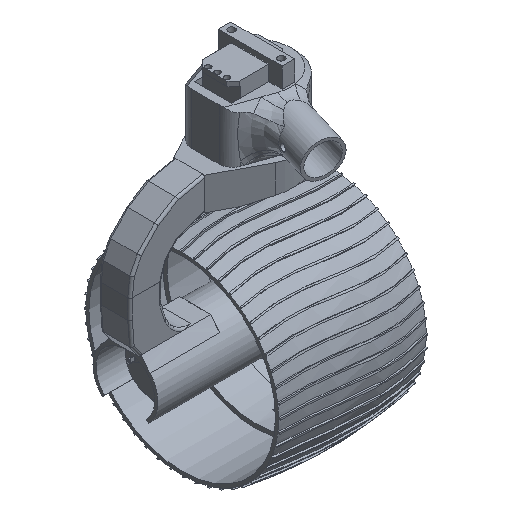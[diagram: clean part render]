
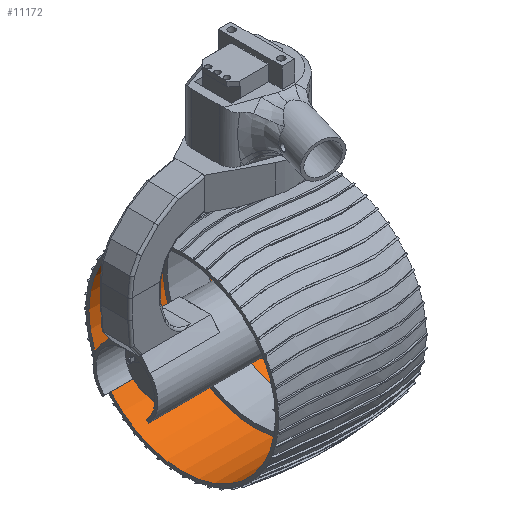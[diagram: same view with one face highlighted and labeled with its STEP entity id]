
A CAD part, isometric view. The second image highlights one B-rep face of the part: STEP entity #11172.
In plain terms, the highlighted cylindrical face has radius 60 mm (diameter 120 mm), a full revolution.
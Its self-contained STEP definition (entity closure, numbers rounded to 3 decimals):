
#1051=CIRCLE('',#11932,60.);
#1147=CIRCLE('',#12029,60.);
#1354=CYLINDRICAL_SURFACE('',#12030,60.);
#1787=FACE_OUTER_BOUND('',#2450,.T.);
#2450=EDGE_LOOP('',(#9171,#9172,#9173,#9174));
#3205=LINE('',#39958,#4032);
#4032=VECTOR('',#13775,60.);
#4936=VERTEX_POINT('',#19614);
#5125=VERTEX_POINT('',#20734);
#6161=EDGE_CURVE('',#4936,#4936,#1051,.T.);
#6359=EDGE_CURVE('',#5125,#5125,#1147,.T.);
#6542=EDGE_CURVE('',#4936,#5125,#3205,.T.);
#9171=ORIENTED_EDGE('',*,*,#6161,.T.);
#9172=ORIENTED_EDGE('',*,*,#6542,.T.);
#9173=ORIENTED_EDGE('',*,*,#6359,.F.);
#9174=ORIENTED_EDGE('',*,*,#6542,.F.);
#11172=ADVANCED_FACE('',(#1787),#1354,.F.);
#11932=AXIS2_PLACEMENT_3D('',#19615,#13483,#13484);
#12029=AXIS2_PLACEMENT_3D('',#20735,#13771,#13772);
#12030=AXIS2_PLACEMENT_3D('',#39957,#13773,#13774);
#13483=DIRECTION('center_axis',(1.,0.,0.));
#13484=DIRECTION('ref_axis',(0.,0.,-1.));
#13771=DIRECTION('center_axis',(1.,0.,0.));
#13772=DIRECTION('ref_axis',(0.,0.,-1.));
#13773=DIRECTION('center_axis',(1.,0.,0.));
#13774=DIRECTION('ref_axis',(0.,1.,0.));
#13775=DIRECTION('',(-1.,0.,0.));
#19614=CARTESIAN_POINT('',(47.5,-60.,0.));
#19615=CARTESIAN_POINT('Origin',(47.5,0.,0.));
#20734=CARTESIAN_POINT('',(-47.5,-60.,0.));
#20735=CARTESIAN_POINT('Origin',(-47.5,0.,0.));
#39957=CARTESIAN_POINT('Origin',(0.,0.,0.));
#39958=CARTESIAN_POINT('',(0.,-60.,0.));
